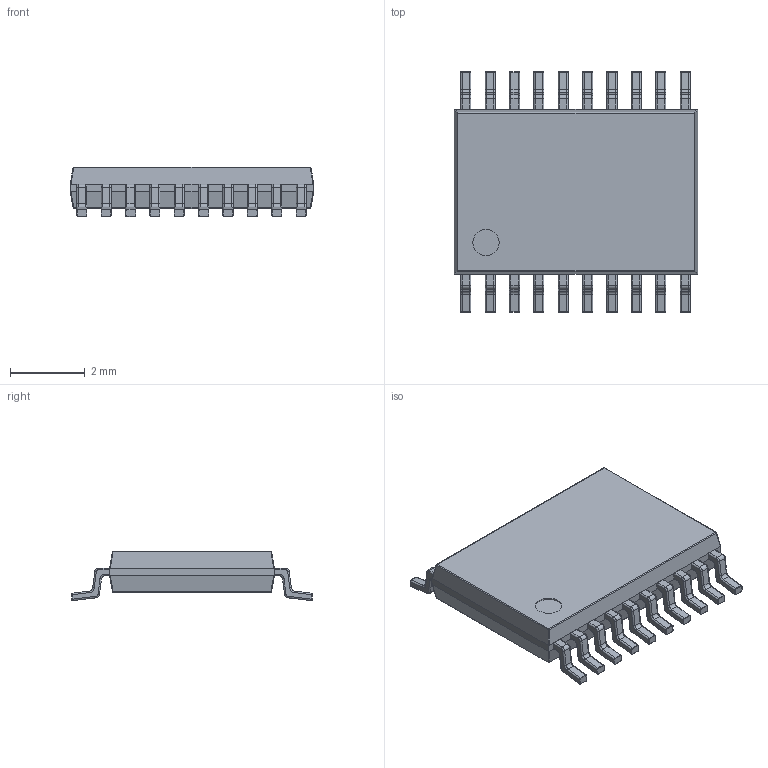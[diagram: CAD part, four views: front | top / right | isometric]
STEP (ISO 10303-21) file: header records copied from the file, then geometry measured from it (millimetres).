
FILE_DESCRIPTION(('STEP AP214'), '1');
FILE_NAME('栖闉罻 _ TSSOP-20', '', ('UNSPECIFIED'), ('UNSPECIFIED'), 'ASCON STEP Converter 1.3', 'ASCON Math Kernel', '');
FILE_SCHEMA(('AUTOMOTIVE_DESIGN { 1 0 10303 214 3 1 1}'));
Length unit declared in the file: millimetre
Products named in the file (3): TSSOP-20; 扻豵鵨 TSSOP-20; Êîíòàêò
Assembly tree (21 placements, depth 2):
  TSSOP-20
    扻豵鵨 TSSOP-20
    Êîíòàêò  x20
Bounding box: 6.5 x 6.42 x 1.32 mm (x, y, z)
Volume: 32.3 mm3; surface area: 105.8 mm2
Topology: 21 solids, 21 shells, 880 faces, 2015 edges, 1170 vertices
Faces by surface type: cylinder 417, plane 215, torus 160, bspline 80, sphere 8
Full cylindrical faces by diameter (mm): 0.7 x1
Entity records: 3571 total; most frequent: CARTESIAN_POINT 532, DIRECTION 428, ORIENTED_EDGE 364, EDGE_CURVE 182, AXIS2_PLACEMENT_3D 170, VERTEX_POINT 106, LINE 88, VECTOR 88
